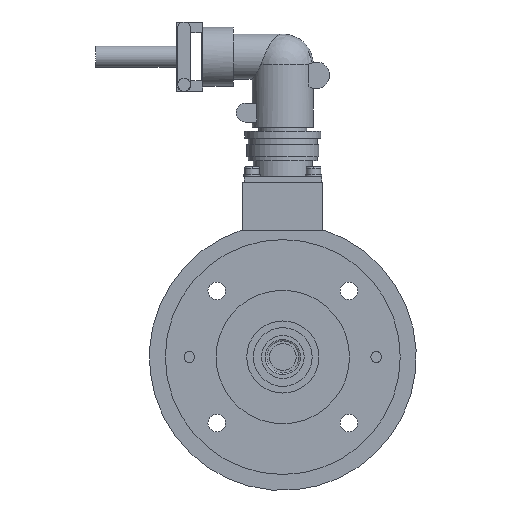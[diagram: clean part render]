
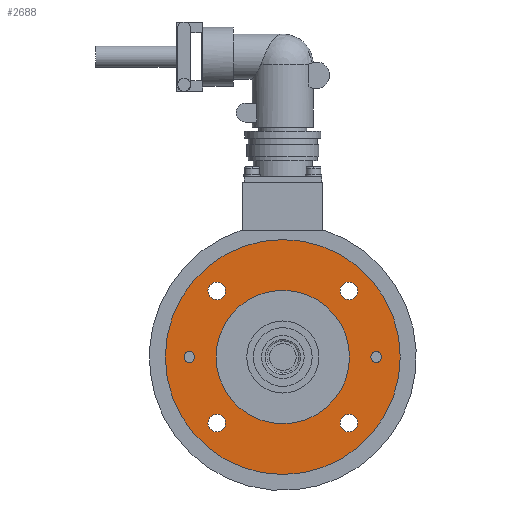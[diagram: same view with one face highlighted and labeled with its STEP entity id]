
A CAD part, left-side view. The second image highlights one B-rep face of the part: STEP entity #2688.
In plain terms, the highlighted face is planar.
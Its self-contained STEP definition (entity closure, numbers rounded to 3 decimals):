
#2044=CARTESIAN_POINT('',(1.425,25.0,0.0));
#2045=VERTEX_POINT('',#2044);
#2061=CARTESIAN_POINT('',(1.425,-25.0,0.));
#2062=VERTEX_POINT('',#2061);
#2069=CARTESIAN_POINT('',(1.425,0.0,0.0));
#2070=DIRECTION('',(1.0,0.0,0.0));
#2071=DIRECTION('',(0.0,1.0,0.0));
#2072=AXIS2_PLACEMENT_3D('',#2069,#2070,#2071);
#2073=CIRCLE('',#2072,25.0);
#2074=EDGE_CURVE('',#2062,#2045,#2073,.T.);
#2084=CARTESIAN_POINT('',(1.425,44.0,0.0));
#2085=VERTEX_POINT('',#2084);
#2094=CARTESIAN_POINT('',(1.425,-44.0,0.));
#2095=VERTEX_POINT('',#2094);
#2096=CARTESIAN_POINT('',(1.425,0.0,0.0));
#2097=DIRECTION('',(1.0,0.0,0.0));
#2098=DIRECTION('',(0.0,1.0,0.0));
#2099=AXIS2_PLACEMENT_3D('',#2096,#2097,#2098);
#2100=CIRCLE('',#2099,44.0);
#2101=EDGE_CURVE('',#2095,#2085,#2100,.T.);
#2170=CARTESIAN_POINT('',(1.425,24.749,-21.449));
#2171=VERTEX_POINT('',#2170);
#2187=CARTESIAN_POINT('',(1.425,24.749,-28.049));
#2188=VERTEX_POINT('',#2187);
#2195=CARTESIAN_POINT('',(1.425,24.749,-24.749));
#2196=DIRECTION('',(-1.0,0.0,0.0));
#2197=DIRECTION('',(0.0,0.0,1.0));
#2198=AXIS2_PLACEMENT_3D('',#2195,#2196,#2197);
#2199=CIRCLE('',#2198,3.3);
#2200=EDGE_CURVE('',#2171,#2188,#2199,.T.);
#2212=CARTESIAN_POINT('',(1.425,-21.449,-24.749));
#2213=VERTEX_POINT('',#2212);
#2229=CARTESIAN_POINT('',(1.425,-28.049,-24.749));
#2230=VERTEX_POINT('',#2229);
#2237=CARTESIAN_POINT('',(1.425,-24.749,-24.749));
#2238=DIRECTION('',(-1.0,0.0,0.0));
#2239=DIRECTION('',(0.0,1.0,0.0));
#2240=AXIS2_PLACEMENT_3D('',#2237,#2238,#2239);
#2241=CIRCLE('',#2240,3.3);
#2242=EDGE_CURVE('',#2213,#2230,#2241,.T.);
#2254=CARTESIAN_POINT('',(1.425,-24.749,21.449));
#2255=VERTEX_POINT('',#2254);
#2271=CARTESIAN_POINT('',(1.425,-24.749,28.049));
#2272=VERTEX_POINT('',#2271);
#2279=CARTESIAN_POINT('',(1.425,-24.749,24.749));
#2280=DIRECTION('',(-1.0,0.0,0.0));
#2281=DIRECTION('',(0.0,0.0,-1.0));
#2282=AXIS2_PLACEMENT_3D('',#2279,#2280,#2281);
#2283=CIRCLE('',#2282,3.3);
#2284=EDGE_CURVE('',#2255,#2272,#2283,.T.);
#2296=CARTESIAN_POINT('',(1.425,21.449,24.749));
#2297=VERTEX_POINT('',#2296);
#2313=CARTESIAN_POINT('',(1.425,28.049,24.749));
#2314=VERTEX_POINT('',#2313);
#2321=CARTESIAN_POINT('',(1.425,24.749,24.749));
#2322=DIRECTION('',(-1.0,0.0,0.0));
#2323=DIRECTION('',(0.0,-1.0,0.0));
#2324=AXIS2_PLACEMENT_3D('',#2321,#2322,#2323);
#2325=CIRCLE('',#2324,3.3);
#2326=EDGE_CURVE('',#2297,#2314,#2325,.T.);
#2338=CARTESIAN_POINT('',(1.425,35.0,2.));
#2339=VERTEX_POINT('',#2338);
#2355=CARTESIAN_POINT('',(1.425,35.0,-2.));
#2356=VERTEX_POINT('',#2355);
#2363=CARTESIAN_POINT('',(1.425,35.0,0.));
#2364=DIRECTION('',(-1.0,0.0,0.0));
#2365=DIRECTION('',(0.0,0.0,1.0));
#2366=AXIS2_PLACEMENT_3D('',#2363,#2364,#2365);
#2367=CIRCLE('',#2366,2.0);
#2368=EDGE_CURVE('',#2339,#2356,#2367,.T.);
#2380=CARTESIAN_POINT('',(1.425,-35.0,-2.));
#2381=VERTEX_POINT('',#2380);
#2397=CARTESIAN_POINT('',(1.425,-35.0,2.));
#2398=VERTEX_POINT('',#2397);
#2405=CARTESIAN_POINT('',(1.425,-35.0,0.));
#2406=DIRECTION('',(-1.0,0.0,0.0));
#2407=DIRECTION('',(0.0,0.0,-1.0));
#2408=AXIS2_PLACEMENT_3D('',#2405,#2406,#2407);
#2409=CIRCLE('',#2408,2.0);
#2410=EDGE_CURVE('',#2381,#2398,#2409,.T.);
#2421=CARTESIAN_POINT('',(1.425,-35.0,0.));
#2422=DIRECTION('',(-1.0,0.0,0.0));
#2423=DIRECTION('',(0.0,0.0,-1.0));
#2424=AXIS2_PLACEMENT_3D('',#2421,#2422,#2423);
#2425=CIRCLE('',#2424,2.0);
#2426=EDGE_CURVE('',#2398,#2381,#2425,.T.);
#2445=CARTESIAN_POINT('',(1.425,35.0,0.));
#2446=DIRECTION('',(-1.0,0.0,0.0));
#2447=DIRECTION('',(0.0,0.0,1.0));
#2448=AXIS2_PLACEMENT_3D('',#2445,#2446,#2447);
#2449=CIRCLE('',#2448,2.0);
#2450=EDGE_CURVE('',#2356,#2339,#2449,.T.);
#2469=CARTESIAN_POINT('',(1.425,24.749,24.749));
#2470=DIRECTION('',(-1.0,0.0,0.0));
#2471=DIRECTION('',(0.0,-1.0,0.0));
#2472=AXIS2_PLACEMENT_3D('',#2469,#2470,#2471);
#2473=CIRCLE('',#2472,3.3);
#2474=EDGE_CURVE('',#2314,#2297,#2473,.T.);
#2493=CARTESIAN_POINT('',(1.425,-24.749,24.749));
#2494=DIRECTION('',(-1.0,0.0,0.0));
#2495=DIRECTION('',(0.0,0.0,-1.0));
#2496=AXIS2_PLACEMENT_3D('',#2493,#2494,#2495);
#2497=CIRCLE('',#2496,3.3);
#2498=EDGE_CURVE('',#2272,#2255,#2497,.T.);
#2517=CARTESIAN_POINT('',(1.425,-24.749,-24.749));
#2518=DIRECTION('',(-1.0,0.0,0.0));
#2519=DIRECTION('',(0.0,1.0,0.0));
#2520=AXIS2_PLACEMENT_3D('',#2517,#2518,#2519);
#2521=CIRCLE('',#2520,3.3);
#2522=EDGE_CURVE('',#2230,#2213,#2521,.T.);
#2541=CARTESIAN_POINT('',(1.425,24.749,-24.749));
#2542=DIRECTION('',(-1.0,0.0,0.0));
#2543=DIRECTION('',(0.0,0.0,1.0));
#2544=AXIS2_PLACEMENT_3D('',#2541,#2542,#2543);
#2545=CIRCLE('',#2544,3.3);
#2546=EDGE_CURVE('',#2188,#2171,#2545,.T.);
#2635=CARTESIAN_POINT('',(1.425,0.0,0.0));
#2636=DIRECTION('',(1.0,0.0,0.0));
#2637=DIRECTION('',(0.0,1.0,0.0));
#2638=AXIS2_PLACEMENT_3D('',#2635,#2636,#2637);
#2639=CIRCLE('',#2638,44.0);
#2640=EDGE_CURVE('',#2085,#2095,#2639,.T.);
#2645=CARTESIAN_POINT('',(1.425,-48.4,48.4));
#2646=DIRECTION('',(1.0,0.0,0.0));
#2647=DIRECTION('',(0.0,0.0,-1.0));
#2648=AXIS2_PLACEMENT_3D('',#2645,#2646,#2647);
#2649=PLANE('',#2648);
#2650=ORIENTED_EDGE('',*,*,#2640,.T.);
#2651=ORIENTED_EDGE('',*,*,#2101,.T.);
#2652=EDGE_LOOP('',(#2650,#2651));
#2653=FACE_OUTER_BOUND('',#2652,.T.);
#2654=ORIENTED_EDGE('',*,*,#2426,.T.);
#2655=ORIENTED_EDGE('',*,*,#2410,.T.);
#2656=EDGE_LOOP('',(#2654,#2655));
#2657=FACE_BOUND('',#2656,.T.);
#2658=ORIENTED_EDGE('',*,*,#2450,.T.);
#2659=ORIENTED_EDGE('',*,*,#2368,.T.);
#2660=EDGE_LOOP('',(#2658,#2659));
#2661=FACE_BOUND('',#2660,.T.);
#2662=ORIENTED_EDGE('',*,*,#2474,.T.);
#2663=ORIENTED_EDGE('',*,*,#2326,.T.);
#2664=EDGE_LOOP('',(#2662,#2663));
#2665=FACE_BOUND('',#2664,.T.);
#2666=ORIENTED_EDGE('',*,*,#2498,.T.);
#2667=ORIENTED_EDGE('',*,*,#2284,.T.);
#2668=EDGE_LOOP('',(#2666,#2667));
#2669=FACE_BOUND('',#2668,.T.);
#2670=ORIENTED_EDGE('',*,*,#2522,.T.);
#2671=ORIENTED_EDGE('',*,*,#2242,.T.);
#2672=EDGE_LOOP('',(#2670,#2671));
#2673=FACE_BOUND('',#2672,.T.);
#2674=ORIENTED_EDGE('',*,*,#2546,.T.);
#2675=ORIENTED_EDGE('',*,*,#2200,.T.);
#2676=EDGE_LOOP('',(#2674,#2675));
#2677=FACE_BOUND('',#2676,.T.);
#2678=CARTESIAN_POINT('',(1.425,0.0,0.0));
#2679=DIRECTION('',(1.0,0.0,0.0));
#2680=DIRECTION('',(0.0,1.0,0.0));
#2681=AXIS2_PLACEMENT_3D('',#2678,#2679,#2680);
#2682=CIRCLE('',#2681,25.0);
#2683=EDGE_CURVE('',#2045,#2062,#2682,.T.);
#2684=ORIENTED_EDGE('',*,*,#2683,.F.);
#2685=ORIENTED_EDGE('',*,*,#2074,.F.);
#2686=EDGE_LOOP('',(#2684,#2685));
#2687=FACE_BOUND('',#2686,.T.);
#2688=ADVANCED_FACE('',(#2653,#2657,#2661,#2665,#2669,#2673,#2677,#2687),#2649,.T.);
